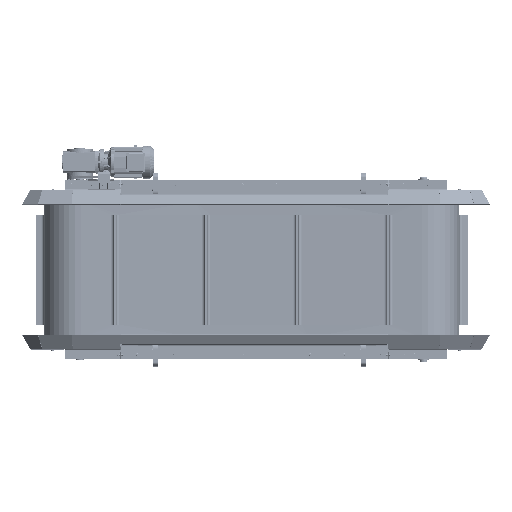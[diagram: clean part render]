
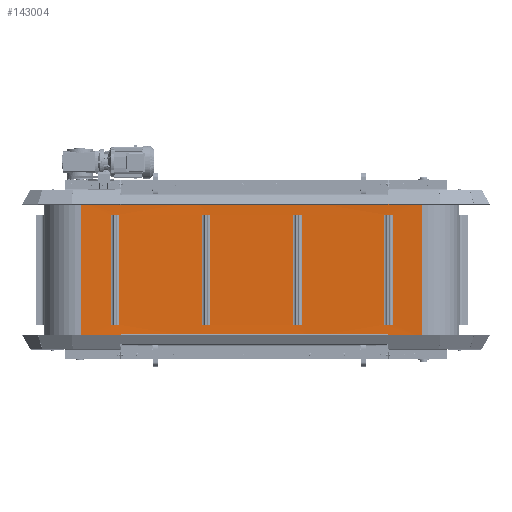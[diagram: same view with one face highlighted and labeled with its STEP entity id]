
A CAD part, top view. The second image highlights one B-rep face of the part: STEP entity #143004.
In plain terms, the highlighted cylindrical face has radius 22933.3 mm (diameter 45866.7 mm), a partial arc.
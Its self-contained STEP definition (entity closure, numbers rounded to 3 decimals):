
#1128=FACE_BOUND('',#23009,.T.);
#1129=FACE_BOUND('',#23010,.T.);
#1130=FACE_BOUND('',#23011,.T.);
#1131=FACE_BOUND('',#23012,.T.);
#10037=CYLINDRICAL_SURFACE('',#153711,22933.326);
#14103=FACE_OUTER_BOUND('',#23008,.T.);
#23008=EDGE_LOOP('',(#101105,#101106,#101107,#101108));
#23009=EDGE_LOOP('',(#101109,#101110,#101111,#101112));
#23010=EDGE_LOOP('',(#101113,#101114,#101115,#101116));
#23011=EDGE_LOOP('',(#101117,#101118,#101119,#101120));
#23012=EDGE_LOOP('',(#101121,#101122,#101123,#101124));
#33381=LINE('',#221786,#43403);
#33385=LINE('',#221800,#43407);
#33386=LINE('',#221806,#43408);
#33387=LINE('',#221809,#43409);
#33388=LINE('',#221814,#43410);
#33389=LINE('',#221817,#43411);
#33390=LINE('',#221822,#43412);
#33391=LINE('',#221825,#43413);
#33392=LINE('',#221830,#43414);
#33393=LINE('',#221833,#43415);
#43403=VECTOR('',#176448,10.);
#43407=VECTOR('',#176460,10.);
#43408=VECTOR('',#176465,10.);
#43409=VECTOR('',#176468,10.);
#43410=VECTOR('',#176471,10.);
#43411=VECTOR('',#176474,10.);
#43412=VECTOR('',#176477,10.);
#43413=VECTOR('',#176480,10.);
#43414=VECTOR('',#176483,10.);
#43415=VECTOR('',#176486,10.);
#52544=CIRCLE('',#153703,22933.326);
#52551=CIRCLE('',#153712,22933.326);
#52552=CIRCLE('',#153713,22933.326);
#52553=CIRCLE('',#153714,22933.326);
#52554=CIRCLE('',#153715,22933.326);
#52555=CIRCLE('',#153716,22933.326);
#52556=CIRCLE('',#153717,22933.326);
#52557=CIRCLE('',#153718,22933.326);
#52558=CIRCLE('',#153719,22933.326);
#52559=CIRCLE('',#153720,22933.326);
#61442=VERTEX_POINT('',#221776);
#61443=VERTEX_POINT('',#221778);
#61445=VERTEX_POINT('',#221785);
#61451=VERTEX_POINT('',#221799);
#61452=VERTEX_POINT('',#221802);
#61453=VERTEX_POINT('',#221803);
#61454=VERTEX_POINT('',#221805);
#61455=VERTEX_POINT('',#221807);
#61456=VERTEX_POINT('',#221810);
#61457=VERTEX_POINT('',#221811);
#61458=VERTEX_POINT('',#221813);
#61459=VERTEX_POINT('',#221815);
#61460=VERTEX_POINT('',#221818);
#61461=VERTEX_POINT('',#221819);
#61462=VERTEX_POINT('',#221821);
#61463=VERTEX_POINT('',#221823);
#61464=VERTEX_POINT('',#221826);
#61465=VERTEX_POINT('',#221827);
#61466=VERTEX_POINT('',#221829);
#61467=VERTEX_POINT('',#221831);
#76183=EDGE_CURVE('',#61442,#61443,#52544,.T.);
#76187=EDGE_CURVE('',#61445,#61442,#33381,.T.);
#76194=EDGE_CURVE('',#61443,#61451,#33385,.T.);
#76195=EDGE_CURVE('',#61451,#61445,#52551,.T.);
#76196=EDGE_CURVE('',#61452,#61453,#52552,.T.);
#76197=EDGE_CURVE('',#61453,#61454,#33386,.T.);
#76198=EDGE_CURVE('',#61454,#61455,#52553,.T.);
#76199=EDGE_CURVE('',#61455,#61452,#33387,.T.);
#76200=EDGE_CURVE('',#61456,#61457,#52554,.T.);
#76201=EDGE_CURVE('',#61457,#61458,#33388,.T.);
#76202=EDGE_CURVE('',#61458,#61459,#52555,.T.);
#76203=EDGE_CURVE('',#61459,#61456,#33389,.T.);
#76204=EDGE_CURVE('',#61460,#61461,#52556,.T.);
#76205=EDGE_CURVE('',#61461,#61462,#33390,.T.);
#76206=EDGE_CURVE('',#61462,#61463,#52557,.T.);
#76207=EDGE_CURVE('',#61463,#61460,#33391,.T.);
#76208=EDGE_CURVE('',#61464,#61465,#52558,.T.);
#76209=EDGE_CURVE('',#61465,#61466,#33392,.T.);
#76210=EDGE_CURVE('',#61466,#61467,#52559,.T.);
#76211=EDGE_CURVE('',#61467,#61464,#33393,.T.);
#101105=ORIENTED_EDGE('',*,*,#76194,.F.);
#101106=ORIENTED_EDGE('',*,*,#76183,.F.);
#101107=ORIENTED_EDGE('',*,*,#76187,.F.);
#101108=ORIENTED_EDGE('',*,*,#76195,.F.);
#101109=ORIENTED_EDGE('',*,*,#76196,.T.);
#101110=ORIENTED_EDGE('',*,*,#76197,.T.);
#101111=ORIENTED_EDGE('',*,*,#76198,.T.);
#101112=ORIENTED_EDGE('',*,*,#76199,.T.);
#101113=ORIENTED_EDGE('',*,*,#76200,.T.);
#101114=ORIENTED_EDGE('',*,*,#76201,.T.);
#101115=ORIENTED_EDGE('',*,*,#76202,.T.);
#101116=ORIENTED_EDGE('',*,*,#76203,.T.);
#101117=ORIENTED_EDGE('',*,*,#76204,.T.);
#101118=ORIENTED_EDGE('',*,*,#76205,.T.);
#101119=ORIENTED_EDGE('',*,*,#76206,.T.);
#101120=ORIENTED_EDGE('',*,*,#76207,.T.);
#101121=ORIENTED_EDGE('',*,*,#76208,.T.);
#101122=ORIENTED_EDGE('',*,*,#76209,.T.);
#101123=ORIENTED_EDGE('',*,*,#76210,.T.);
#101124=ORIENTED_EDGE('',*,*,#76211,.T.);
#143004=ADVANCED_FACE('',(#14103,#1128,#1129,#1130,#1131),#10037,.F.);
#153703=AXIS2_PLACEMENT_3D('',#221779,#176438,#176439);
#153711=AXIS2_PLACEMENT_3D('',#221798,#176458,#176459);
#153712=AXIS2_PLACEMENT_3D('',#221801,#176461,#176462);
#153713=AXIS2_PLACEMENT_3D('',#221804,#176463,#176464);
#153714=AXIS2_PLACEMENT_3D('',#221808,#176466,#176467);
#153715=AXIS2_PLACEMENT_3D('',#221812,#176469,#176470);
#153716=AXIS2_PLACEMENT_3D('',#221816,#176472,#176473);
#153717=AXIS2_PLACEMENT_3D('',#221820,#176475,#176476);
#153718=AXIS2_PLACEMENT_3D('',#221824,#176478,#176479);
#153719=AXIS2_PLACEMENT_3D('',#221828,#176481,#176482);
#153720=AXIS2_PLACEMENT_3D('',#221832,#176484,#176485);
#176438=DIRECTION('center_axis',(0.,1.,0.));
#176439=DIRECTION('ref_axis',(-0.044,0.,
-0.999));
#176448=DIRECTION('',(0.,-1.,0.));
#176458=DIRECTION('center_axis',(0.,-1.,0.));
#176459=DIRECTION('ref_axis',(-0.044,0.,
-0.999));
#176460=DIRECTION('',(0.,1.,0.));
#176461=DIRECTION('center_axis',(0.,-1.,0.));
#176462=DIRECTION('ref_axis',(-0.044,0.,
-0.999));
#176463=DIRECTION('center_axis',(0.,-1.,0.));
#176464=DIRECTION('ref_axis',(-0.044,0.,
-0.999));
#176465=DIRECTION('',(0.,-1.,0.));
#176466=DIRECTION('center_axis',(0.,1.,0.));
#176467=DIRECTION('ref_axis',(-0.044,0.,
-0.999));
#176468=DIRECTION('',(0.,1.,0.));
#176469=DIRECTION('center_axis',(0.,-1.,0.));
#176470=DIRECTION('ref_axis',(-0.044,0.,
-0.999));
#176471=DIRECTION('',(0.,-1.,0.));
#176472=DIRECTION('center_axis',(0.,1.,0.));
#176473=DIRECTION('ref_axis',(-0.044,0.,
-0.999));
#176474=DIRECTION('',(0.,1.,0.));
#176475=DIRECTION('center_axis',(0.,-1.,0.));
#176476=DIRECTION('ref_axis',(-0.044,0.,
-0.999));
#176477=DIRECTION('',(0.,-1.,0.));
#176478=DIRECTION('center_axis',(0.,1.,0.));
#176479=DIRECTION('ref_axis',(-0.044,0.,
-0.999));
#176480=DIRECTION('',(0.,1.,0.));
#176481=DIRECTION('center_axis',(0.,-1.,0.));
#176482=DIRECTION('ref_axis',(-0.044,0.,
-0.999));
#176483=DIRECTION('',(0.,-1.,0.));
#176484=DIRECTION('center_axis',(0.,1.,0.));
#176485=DIRECTION('ref_axis',(-0.044,0.,
-0.999));
#176486=DIRECTION('',(0.,1.,0.));
#221776=CARTESIAN_POINT('',(1005.747,-400.,123.797));
#221778=CARTESIAN_POINT('',(-1005.747,-400.,123.797));
#221779=CARTESIAN_POINT('Origin',(0.,-400.,
23035.059));
#221785=CARTESIAN_POINT('',(1005.747,400.,123.797));
#221786=CARTESIAN_POINT('',(1005.747,0.,123.797));
#221798=CARTESIAN_POINT('Origin',(0.,0.,
23035.059));
#221799=CARTESIAN_POINT('',(-1005.747,400.,123.797));
#221800=CARTESIAN_POINT('',(-1005.747,0.,123.797));
#221801=CARTESIAN_POINT('Origin',(0.,400.,
23035.059));
#221802=CARTESIAN_POINT('',(-832.897,325.,116.862));
#221803=CARTESIAN_POINT('',(-782.928,325.,115.101));
#221804=CARTESIAN_POINT('Origin',(0.,325.,
23035.059));
#221805=CARTESIAN_POINT('',(-782.928,-325.,115.101));
#221806=CARTESIAN_POINT('',(-782.928,0.,115.101));
#221807=CARTESIAN_POINT('',(-832.897,-325.,116.862));
#221808=CARTESIAN_POINT('Origin',(0.,-325.,
23035.059));
#221809=CARTESIAN_POINT('',(-832.897,0.,116.862));
#221810=CARTESIAN_POINT('',(-294.389,325.,103.622));
#221811=CARTESIAN_POINT('',(-244.393,325.,103.035));
#221812=CARTESIAN_POINT('Origin',(0.,325.,
23035.059));
#221813=CARTESIAN_POINT('',(-244.393,-325.,103.035));
#221814=CARTESIAN_POINT('',(-244.393,0.,103.035));
#221815=CARTESIAN_POINT('',(-294.389,-325.,103.622));
#221816=CARTESIAN_POINT('Origin',(0.,-325.,
23035.059));
#221817=CARTESIAN_POINT('',(-294.389,0.,103.622));
#221818=CARTESIAN_POINT('',(244.281,325.,103.034));
#221819=CARTESIAN_POINT('',(294.278,325.,103.621));
#221820=CARTESIAN_POINT('Origin',(0.,325.,
23035.059));
#221821=CARTESIAN_POINT('',(294.278,-325.,103.621));
#221822=CARTESIAN_POINT('',(294.278,0.,103.621));
#221823=CARTESIAN_POINT('',(244.281,-325.,103.034));
#221824=CARTESIAN_POINT('Origin',(0.,-325.,
23035.059));
#221825=CARTESIAN_POINT('',(244.281,0.,103.034));
#221826=CARTESIAN_POINT('',(782.817,325.,115.097));
#221827=CARTESIAN_POINT('',(832.786,325.,116.858));
#221828=CARTESIAN_POINT('Origin',(0.,325.,
23035.059));
#221829=CARTESIAN_POINT('',(832.786,-325.,116.858));
#221830=CARTESIAN_POINT('',(832.786,0.,116.858));
#221831=CARTESIAN_POINT('',(782.817,-325.,115.097));
#221832=CARTESIAN_POINT('Origin',(0.,-325.,
23035.059));
#221833=CARTESIAN_POINT('',(782.817,0.,115.097));
